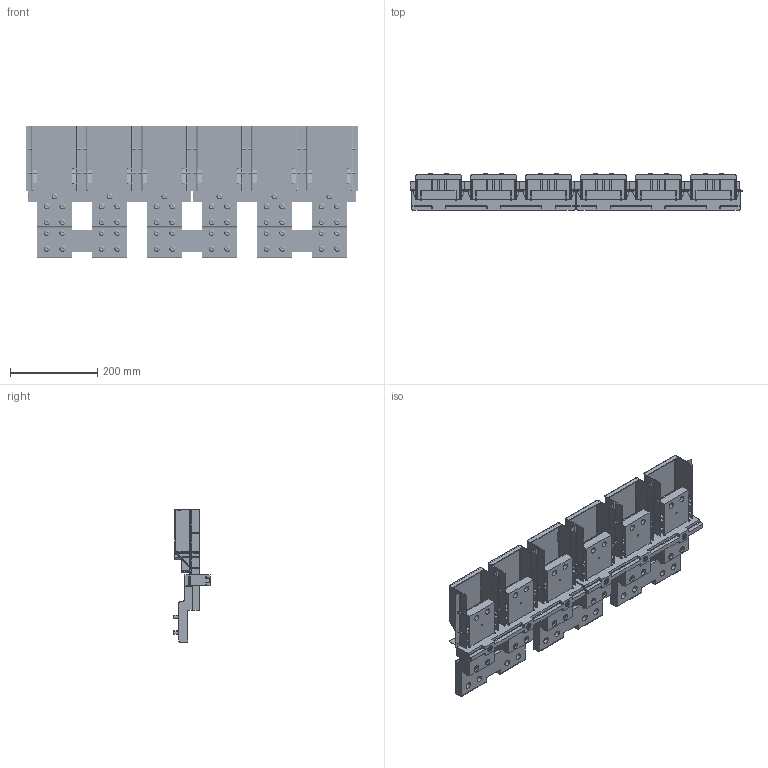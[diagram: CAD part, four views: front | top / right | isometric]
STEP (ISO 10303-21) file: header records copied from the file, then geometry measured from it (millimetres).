
FILE_DESCRIPTION(('CATIA V5 STEP Exchange'),'2;1');
FILE_NAME('1SDH001252R0332_E6.2_III_F_TERMINALS_F_UPPER.stp','2014-11-06T14:00:19+00:00',('none'),('none'),'CATIA Version 5 Release 20 SP 6 (IN-10)','CATIA V5 STEP AP214','none');
FILE_SCHEMA(('AUTOMOTIVE_DESIGN { 1 0 10303 214 1 1 1 1 }'));
Products named in the file (1): 1SDH001252R0332_E6.2_III_F_TERMINALS_F_UPPER
Bounding box: 761 x 83.4 x 304 mm (x, y, z)
Volume: 3940429.1 mm3; surface area: 1253253.8 mm2
Topology: 131 solids, 131 shells, 4372 faces, 11278 edges, 6970 vertices
Faces by surface type: plane 1988, cylinder 1808, sphere 420, cone 120, bspline 24, torus 12
Entity records: 130661 total; most frequent: CARTESIAN_POINT 32653, ORIENTED_EDGE 21764, DIRECTION 16050, EDGE_CURVE 10882, VERTEX_POINT 6970, AXIS2_PLACEMENT_3D 6739, VECTOR 6038, LINE 6038
